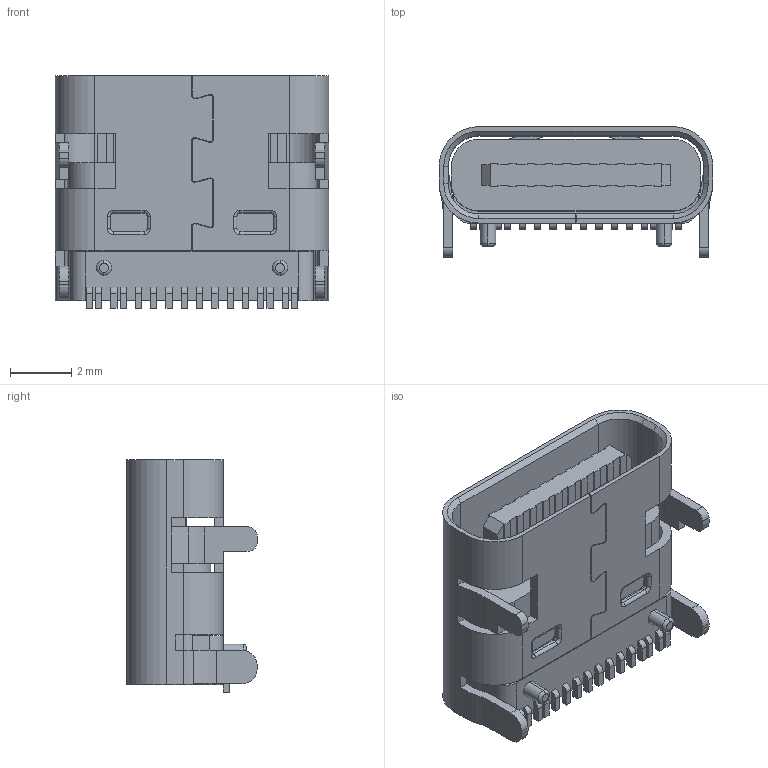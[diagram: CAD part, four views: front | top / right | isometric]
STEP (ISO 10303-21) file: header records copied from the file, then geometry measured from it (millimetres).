
FILE_DESCRIPTION((''),'2;1');
FILE_NAME('U262-161N-4BVC11','2019-03-21T',('Administrator'),(''),'PRO/ENGINEER BY PARAMETRIC TECHNOLOGY CORPORATION, 2010370','PRO/ENGINEER BY PARAMETRIC TECHNOLOGY CORPORATION, 2010370','');
FILE_SCHEMA(('CONFIG_CONTROL_DESIGN'));
Length unit declared in the file: millimetre
Products named in the file (1): U262-161N-4BVC11
Bounding box: 8.94 x 4.26 x 7.61 mm (x, y, z)
Volume: 138.9 mm3; surface area: 492.6 mm2
Topology: 1 solids, 1 shells, 1283 faces, 3601 edges, 2358 vertices
Faces by surface type: plane 1108, cylinder 133, torus 36, cone 4, bspline 2
Entity records: 40777 total; most frequent: CARTESIAN_POINT 7394, ORIENTED_EDGE 7202, DIRECTION 6469, EDGE_CURVE 3601, VECTOR 3275, LINE 3275, VERTEX_POINT 2358, AXIS2_PLACEMENT_3D 1597
